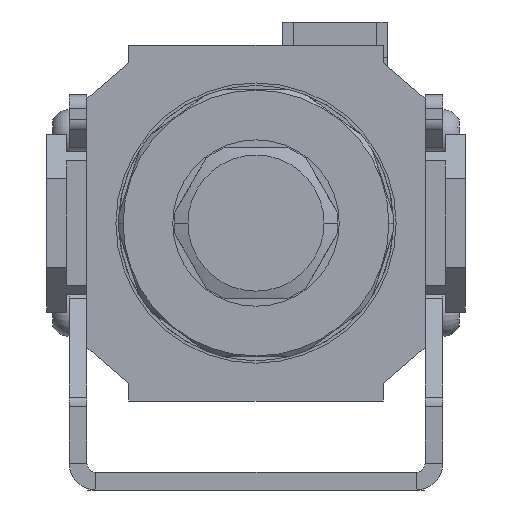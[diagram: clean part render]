
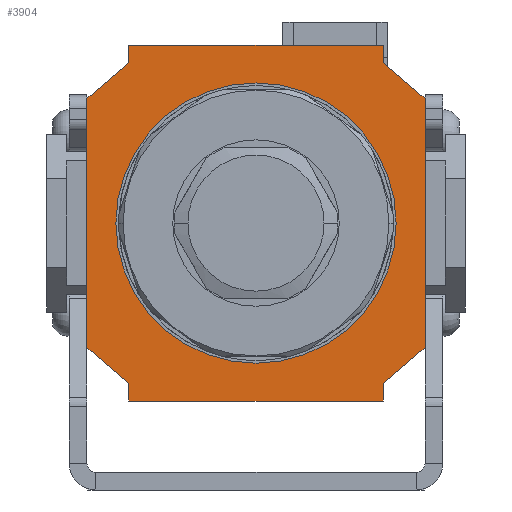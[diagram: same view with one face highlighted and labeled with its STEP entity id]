
A CAD part, front view. The second image highlights one B-rep face of the part: STEP entity #3904.
In plain terms, the highlighted planar face has unit normal (0, -1, 0).
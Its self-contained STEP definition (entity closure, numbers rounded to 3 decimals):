
#316 = DIRECTION ( 'NONE',  ( -0.762, 0., 0.648 ) ) ;
#409 = CARTESIAN_POINT ( 'NONE',  ( 19., -17., -20. ) ) ;
#470 = CARTESIAN_POINT ( 'NONE',  ( -14.3, -17., -18. ) ) ;
#825 = VERTEX_POINT ( 'NONE', #8754 ) ;
#1010 = CARTESIAN_POINT ( 'NONE',  ( -14.3, -17., 18. ) ) ;
#1045 = VECTOR ( 'NONE', #5104, 1000. ) ;
#1200 = AXIS2_PLACEMENT_3D ( 'NONE', #6167, #2408, #8958 ) ;
#1232 = EDGE_CURVE ( 'NONE', #8245, #7886, #9312, .T. ) ;
#1239 = CARTESIAN_POINT ( 'NONE',  ( 19., -17., -14. ) ) ;
#1331 = CARTESIAN_POINT ( 'NONE',  ( -19., -17., 14. ) ) ;
#1529 = CARTESIAN_POINT ( 'NONE',  ( -14.3, -17., 20. ) ) ;
#1724 = VERTEX_POINT ( 'NONE', #1010 ) ;
#1882 = ORIENTED_EDGE ( 'NONE', *, *, #7792, .F. ) ;
#1890 = CARTESIAN_POINT ( 'NONE',  ( 19., -17., -14. ) ) ;
#2052 = VECTOR ( 'NONE', #8888, 1000. ) ;
#2092 = DIRECTION ( 'NONE',  ( 0.762, 0., -0.648 ) ) ;
#2408 = DIRECTION ( 'NONE',  ( 0., 1., 0. ) ) ;
#2482 = EDGE_CURVE ( 'NONE', #825, #7929, #11576, .T. ) ;
#2894 = ORIENTED_EDGE ( 'NONE', *, *, #5921, .F. ) ;
#2921 = VECTOR ( 'NONE', #316, 1000. ) ;
#3001 = VECTOR ( 'NONE', #5674, 1000. ) ;
#3098 = ORIENTED_EDGE ( 'NONE', *, *, #11923, .F. ) ;
#3122 = CARTESIAN_POINT ( 'NONE',  ( -19., -17., 14. ) ) ;
#3149 = ORIENTED_EDGE ( 'NONE', *, *, #4314, .F. ) ;
#3320 = ORIENTED_EDGE ( 'NONE', *, *, #1232, .F. ) ;
#3506 = CARTESIAN_POINT ( 'NONE',  ( -14.3, -17., -18. ) ) ;
#3560 = LINE ( 'NONE', #1239, #1045 ) ;
#3783 = EDGE_CURVE ( 'NONE', #1724, #4278, #7863, .T. ) ;
#3833 = DIRECTION ( 'NONE',  ( 1., 0., 0. ) ) ;
#3904 = ADVANCED_FACE ( 'NONE', ( #10976 ), #8046, .F. ) ;
#3997 = ORIENTED_EDGE ( 'NONE', *, *, #5186, .T. ) ;
#4059 = LINE ( 'NONE', #4911, #8752 ) ;
#4067 = DIRECTION ( 'NONE',  ( -0.762, 0., -0.648 ) ) ;
#4073 = VECTOR ( 'NONE', #11815, 1000. ) ;
#4187 = CARTESIAN_POINT ( 'NONE',  ( 14.3, -17., -18. ) ) ;
#4278 = VERTEX_POINT ( 'NONE', #1331 ) ;
#4314 = EDGE_CURVE ( 'NONE', #7886, #8598, #4554, .T. ) ;
#4378 = VERTEX_POINT ( 'NONE', #8998 ) ;
#4446 = VECTOR ( 'NONE', #9784, 1000. ) ;
#4554 = LINE ( 'NONE', #8924, #2052 ) ;
#4696 = CARTESIAN_POINT ( 'NONE',  ( -14.3, -17., 18. ) ) ;
#4711 = ORIENTED_EDGE ( 'NONE', *, *, #3783, .T. ) ;
#4743 = EDGE_CURVE ( 'NONE', #6292, #6781, #5435, .T. ) ;
#4911 = CARTESIAN_POINT ( 'NONE',  ( 19., -17., 14. ) ) ;
#5033 = EDGE_CURVE ( 'NONE', #6781, #4278, #6631, .T. ) ;
#5104 = DIRECTION ( 'NONE',  ( 0.762, 0., 0.648 ) ) ;
#5186 = EDGE_CURVE ( 'NONE', #8245, #1724, #10024, .T. ) ;
#5265 = ORIENTED_EDGE ( 'NONE', *, *, #8565, .F. ) ;
#5267 = CARTESIAN_POINT ( 'NONE',  ( 14.3, -17., 18. ) ) ;
#5435 = LINE ( 'NONE', #6944, #2921 ) ;
#5643 = DIRECTION ( 'NONE',  ( 0., 0., -1. ) ) ;
#5674 = DIRECTION ( 'NONE',  ( 0., 0., -1. ) ) ;
#5764 = VECTOR ( 'NONE', #9096, 1000. ) ;
#5921 = EDGE_CURVE ( 'NONE', #8598, #9237, #4059, .T. ) ;
#6091 = DIRECTION ( 'NONE',  ( 0., 0., 1. ) ) ;
#6167 = CARTESIAN_POINT ( 'NONE',  ( 0., -17., 0. ) ) ;
#6292 = VERTEX_POINT ( 'NONE', #470 ) ;
#6494 = VERTEX_POINT ( 'NONE', #1890 ) ;
#6629 = CARTESIAN_POINT ( 'NONE',  ( 19., -17., 20. ) ) ;
#6631 = LINE ( 'NONE', #9963, #4073 ) ;
#6781 = VERTEX_POINT ( 'NONE', #9065 ) ;
#6944 = CARTESIAN_POINT ( 'NONE',  ( -19., -17., -14. ) ) ;
#6974 = LINE ( 'NONE', #409, #4446 ) ;
#7521 = EDGE_LOOP ( 'NONE', ( #3149, #3320, #3997, #4711, #11075, #11781, #3098, #5265, #8205, #10979, #1882, #2894 ) ) ;
#7600 = VECTOR ( 'NONE', #4067, 1000. ) ;
#7654 = VECTOR ( 'NONE', #5643, 1000. ) ;
#7792 = EDGE_CURVE ( 'NONE', #9237, #6494, #10422, .T. ) ;
#7863 = LINE ( 'NONE', #3122, #7600 ) ;
#7886 = VERTEX_POINT ( 'NONE', #7895 ) ;
#7895 = CARTESIAN_POINT ( 'NONE',  ( 14.3, -17., 20. ) ) ;
#7923 = CARTESIAN_POINT ( 'NONE',  ( 14.3, -17., -18. ) ) ;
#7929 = VERTEX_POINT ( 'NONE', #7923 ) ;
#8046 = PLANE ( 'NONE',  #1200 ) ;
#8205 = ORIENTED_EDGE ( 'NONE', *, *, #2482, .T. ) ;
#8237 = LINE ( 'NONE', #3506, #5764 ) ;
#8245 = VERTEX_POINT ( 'NONE', #1529 ) ;
#8565 = EDGE_CURVE ( 'NONE', #825, #4378, #6974, .T. ) ;
#8598 = VERTEX_POINT ( 'NONE', #5267 ) ;
#8752 = VECTOR ( 'NONE', #2092, 1000. ) ;
#8754 = CARTESIAN_POINT ( 'NONE',  ( 14.3, -17., -20. ) ) ;
#8888 = DIRECTION ( 'NONE',  ( 0., 0., -1. ) ) ;
#8924 = CARTESIAN_POINT ( 'NONE',  ( 14.3, -17., 18. ) ) ;
#8958 = DIRECTION ( 'NONE',  ( 0., 0., 1. ) ) ;
#8998 = CARTESIAN_POINT ( 'NONE',  ( -14.3, -17., -20. ) ) ;
#9065 = CARTESIAN_POINT ( 'NONE',  ( -19., -17., -14. ) ) ;
#9088 = EDGE_CURVE ( 'NONE', #7929, #6494, #3560, .T. ) ;
#9096 = DIRECTION ( 'NONE',  ( 0., 0., 1. ) ) ;
#9171 = VECTOR ( 'NONE', #6091, 1000. ) ;
#9237 = VERTEX_POINT ( 'NONE', #10792 ) ;
#9312 = LINE ( 'NONE', #10330, #11444 ) ;
#9784 = DIRECTION ( 'NONE',  ( -1., 0., 0. ) ) ;
#9963 = CARTESIAN_POINT ( 'NONE',  ( -19., -17., 20. ) ) ;
#10024 = LINE ( 'NONE', #4696, #7654 ) ;
#10330 = CARTESIAN_POINT ( 'NONE',  ( 19., -17., 20. ) ) ;
#10422 = LINE ( 'NONE', #6629, #3001 ) ;
#10792 = CARTESIAN_POINT ( 'NONE',  ( 19., -17., 14. ) ) ;
#10976 = FACE_OUTER_BOUND ( 'NONE', #7521, .T. ) ;
#10979 = ORIENTED_EDGE ( 'NONE', *, *, #9088, .T. ) ;
#11075 = ORIENTED_EDGE ( 'NONE', *, *, #5033, .F. ) ;
#11444 = VECTOR ( 'NONE', #3833, 1000. ) ;
#11576 = LINE ( 'NONE', #4187, #9171 ) ;
#11781 = ORIENTED_EDGE ( 'NONE', *, *, #4743, .F. ) ;
#11815 = DIRECTION ( 'NONE',  ( 0., 0., 1. ) ) ;
#11923 = EDGE_CURVE ( 'NONE', #4378, #6292, #8237, .T. ) ;
